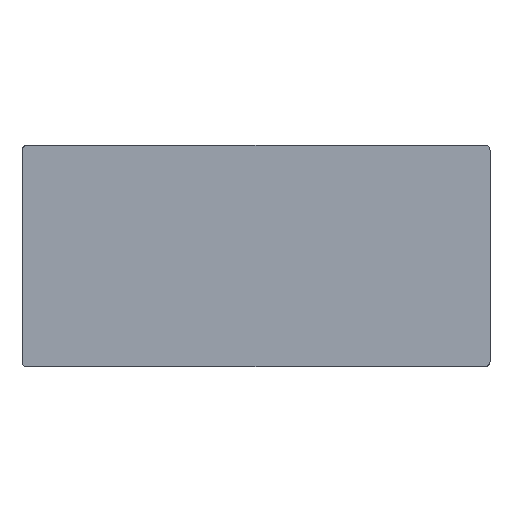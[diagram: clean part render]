
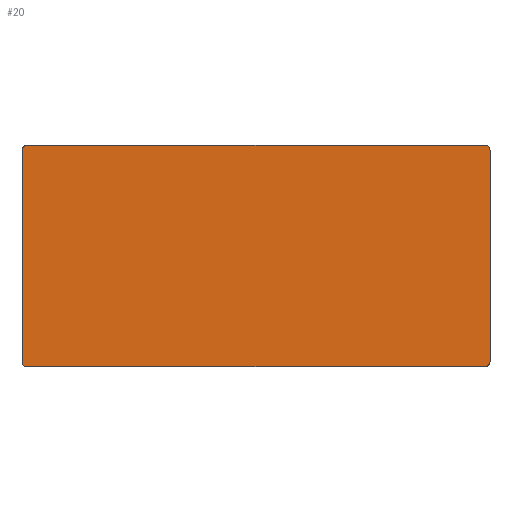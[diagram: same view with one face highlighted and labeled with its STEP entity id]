
A CAD part, top view. The second image highlights one B-rep face of the part: STEP entity #20.
In plain terms, the highlighted planar face has unit normal (0, 0, 1).
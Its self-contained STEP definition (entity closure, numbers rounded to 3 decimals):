
#20=ADVANCED_FACE($,(#42),#270,.T.);
#42=FACE_OUTER_BOUND($,#64,.T.);
#64=EDGE_LOOP($,(#96,#97,#98,#99,#100,#101,#102,#103));
#96=ORIENTED_EDGE($,*,*,#195,.F.);
#97=ORIENTED_EDGE($,*,*,#186,.F.);
#98=ORIENTED_EDGE($,*,*,#194,.F.);
#99=ORIENTED_EDGE($,*,*,#185,.F.);
#100=ORIENTED_EDGE($,*,*,#193,.F.);
#101=ORIENTED_EDGE($,*,*,#184,.F.);
#102=ORIENTED_EDGE($,*,*,#192,.F.);
#103=ORIENTED_EDGE($,*,*,#187,.F.);
#184=EDGE_CURVE($,#237,#236,#310,.T.);
#185=EDGE_CURVE($,#239,#238,#311,.T.);
#186=EDGE_CURVE($,#241,#240,#312,.T.);
#187=EDGE_CURVE($,#243,#242,#313,.T.);
#192=EDGE_CURVE($,#242,#237,#286,.T.);
#193=EDGE_CURVE($,#236,#239,#287,.T.);
#194=EDGE_CURVE($,#238,#241,#288,.T.);
#195=EDGE_CURVE($,#240,#243,#289,.T.);
#236=VERTEX_POINT($,#586);
#237=VERTEX_POINT($,#587);
#238=VERTEX_POINT($,#588);
#239=VERTEX_POINT($,#589);
#240=VERTEX_POINT($,#590);
#241=VERTEX_POINT($,#591);
#242=VERTEX_POINT($,#592);
#243=VERTEX_POINT($,#593);
#270=PLANE($,#420);
#286=(
BOUNDED_CURVE()
B_SPLINE_CURVE(2,(#480,#481,#482),.UNSPECIFIED.,.F.,.F.)
B_SPLINE_CURVE_WITH_KNOTS((3,3),(-1.,0.),.UNSPECIFIED.)
CURVE()
GEOMETRIC_REPRESENTATION_ITEM()
RATIONAL_B_SPLINE_CURVE((1.,0.707,1.))
REPRESENTATION_ITEM($)
);
#287=(
BOUNDED_CURVE()
B_SPLINE_CURVE(2,(#483,#484,#485),.UNSPECIFIED.,.F.,.F.)
B_SPLINE_CURVE_WITH_KNOTS((3,3),(0.,1.),.UNSPECIFIED.)
CURVE()
GEOMETRIC_REPRESENTATION_ITEM()
RATIONAL_B_SPLINE_CURVE((1.,0.707,1.))
REPRESENTATION_ITEM($)
);
#288=(
BOUNDED_CURVE()
B_SPLINE_CURVE(2,(#486,#487,#488),.UNSPECIFIED.,.F.,.F.)
B_SPLINE_CURVE_WITH_KNOTS((3,3),(0.,1.),.UNSPECIFIED.)
CURVE()
GEOMETRIC_REPRESENTATION_ITEM()
RATIONAL_B_SPLINE_CURVE((1.,0.707,1.))
REPRESENTATION_ITEM($)
);
#289=(
BOUNDED_CURVE()
B_SPLINE_CURVE(2,(#489,#490,#491),.UNSPECIFIED.,.F.,.F.)
B_SPLINE_CURVE_WITH_KNOTS((3,3),(0.,1.),.UNSPECIFIED.)
CURVE()
GEOMETRIC_REPRESENTATION_ITEM()
RATIONAL_B_SPLINE_CURVE((1.,0.707,1.))
REPRESENTATION_ITEM($)
);
#310=B_SPLINE_CURVE_WITH_KNOTS($,1,(#460,#461),.UNSPECIFIED.,.F.,.F.,(2,
2),(20.,880.),.UNSPECIFIED.);
#311=B_SPLINE_CURVE_WITH_KNOTS($,1,(#462,#463),.UNSPECIFIED.,.F.,.F.,(2,
2),(20.,1880.),.UNSPECIFIED.);
#312=B_SPLINE_CURVE_WITH_KNOTS($,1,(#464,#465),.UNSPECIFIED.,.F.,.F.,(2,
2),(20.,880.),.UNSPECIFIED.);
#313=B_SPLINE_CURVE_WITH_KNOTS($,1,(#466,#467),.UNSPECIFIED.,.F.,.F.,(2,
2),(20.,1880.),.UNSPECIFIED.);
#420=AXIS2_PLACEMENT_3D($,#526,#437,$);
#437=DIRECTION($,(0.,0.,1.));
#460=CARTESIAN_POINT($,(0.,20.,735.));
#461=CARTESIAN_POINT($,(0.,880.,735.));
#462=CARTESIAN_POINT($,(20.,900.,735.));
#463=CARTESIAN_POINT($,(1880.,900.,735.));
#464=CARTESIAN_POINT($,(1900.,880.,735.));
#465=CARTESIAN_POINT($,(1900.,20.,735.));
#466=CARTESIAN_POINT($,(1880.,0.,735.));
#467=CARTESIAN_POINT($,(20.,0.,735.));
#480=CARTESIAN_POINT($,(20.,0.,735.));
#481=CARTESIAN_POINT($,(0.,0.,735.));
#482=CARTESIAN_POINT($,(0.,20.,735.));
#483=CARTESIAN_POINT($,(0.,880.,735.));
#484=CARTESIAN_POINT($,(0.,900.,735.));
#485=CARTESIAN_POINT($,(20.,900.,735.));
#486=CARTESIAN_POINT($,(1880.,900.,735.));
#487=CARTESIAN_POINT($,(1900.,900.,735.));
#488=CARTESIAN_POINT($,(1900.,880.,735.));
#489=CARTESIAN_POINT($,(1900.,20.,735.));
#490=CARTESIAN_POINT($,(1900.,0.,735.));
#491=CARTESIAN_POINT($,(1880.,0.,735.));
#526=CARTESIAN_POINT($,(0.,0.,735.));
#586=CARTESIAN_POINT($,(0.,880.,735.));
#587=CARTESIAN_POINT($,(0.,20.,735.));
#588=CARTESIAN_POINT($,(1880.,900.,735.));
#589=CARTESIAN_POINT($,(20.,900.,735.));
#590=CARTESIAN_POINT($,(1900.,20.,735.));
#591=CARTESIAN_POINT($,(1900.,880.,735.));
#592=CARTESIAN_POINT($,(20.,0.,735.));
#593=CARTESIAN_POINT($,(1880.,0.,735.));
